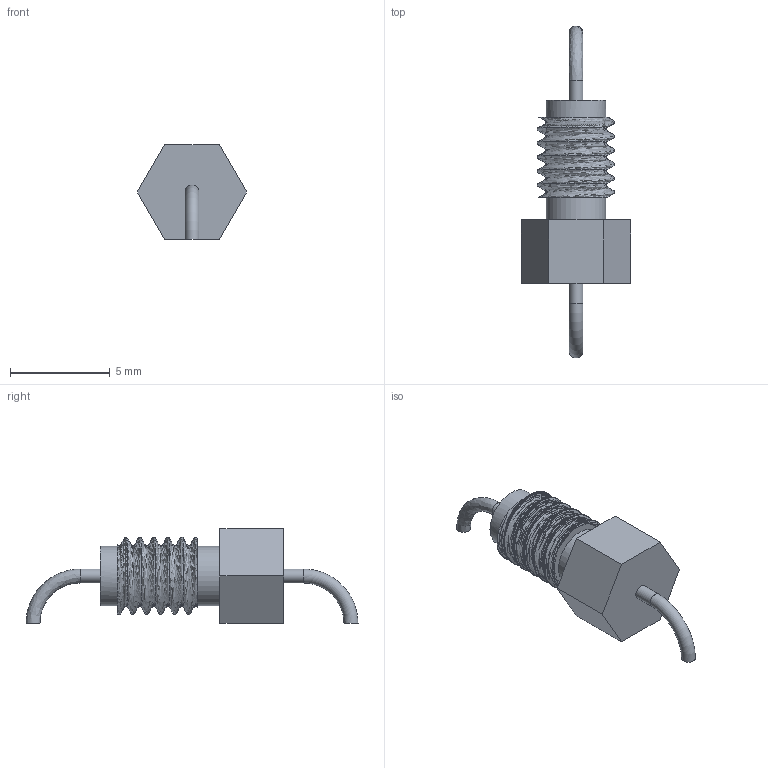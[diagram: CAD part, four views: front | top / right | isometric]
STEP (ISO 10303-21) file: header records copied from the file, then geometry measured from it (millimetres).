
FILE_DESCRIPTION(('FreeCAD Model'),'2;1');
FILE_NAME('Open CASCADE Shape Model','2023-11-08T10:29:41',(''),(''), 'Open CASCADE STEP processor 7.6','FreeCAD','Unknown');
FILE_SCHEMA(('AUTOMOTIVE_DESIGN { 1 0 10303 214 1 1 1 1 }'));
Length unit declared in the file: millimetre
Products named in the file (1): SimpleBow
Bounding box: 5.48 x 16.65 x 4.75 mm (x, y, z)
Volume: 118.1 mm3; surface area: 209.1 mm2
Topology: 1 solids, 1 shells, 25 faces, 47 edges, 29 vertices
Faces by surface type: plane 13, bspline 6, cylinder 4, torus 1, revolution 1
Full cylindrical faces by diameter (mm): 0.7 x2, 3 x2
Entity records: 11843 total; most frequent: CARTESIAN_POINT 11347, ORIENTED_EDGE 94, DIRECTION 87, EDGE_CURVE 47, AXIS2_PLACEMENT_3D 32, FACE_BOUND 30, EDGE_LOOP 30, VERTEX_POINT 29
